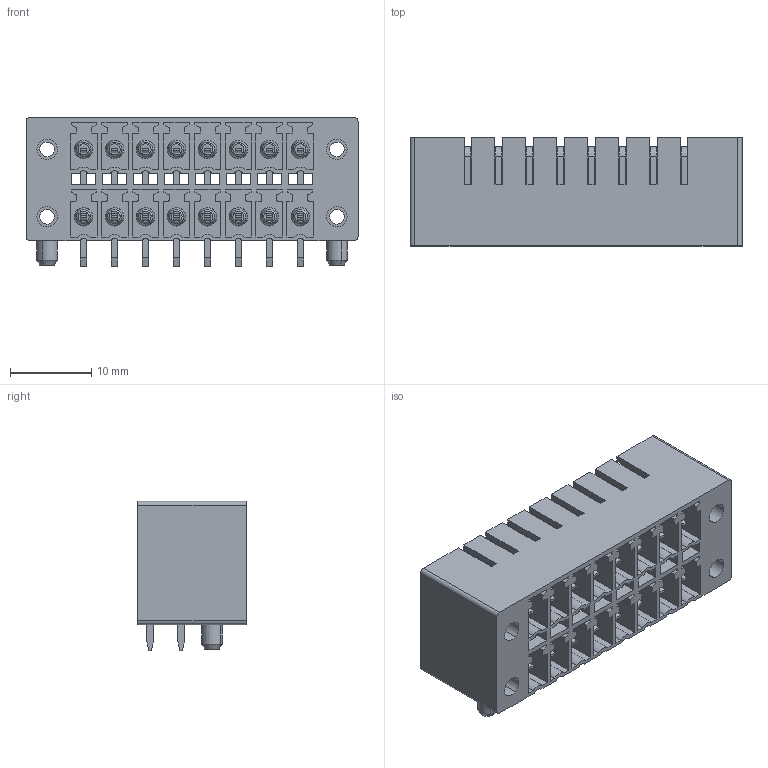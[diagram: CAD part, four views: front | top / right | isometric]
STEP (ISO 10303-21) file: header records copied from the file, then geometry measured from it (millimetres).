
FILE_DESCRIPTION(('CATIA V5 STEP Exchange','CAx-IF Rec.Pracs.--- Model Styling and Organization---1.2---2011-12-15'),'2;1');
FILE_NAME ('D1447553_0', '2018-10-01T04:53:59+00:00', ('none'), ('Weidmueller'), 'CATIA Version 5-6 Release 2014', 'CATIA V5 STEP AP214', 'none');
FILE_SCHEMA(('AUTOMOTIVE_DESIGN { 1 0 10303 214 1 1 1 1 }'));
Length unit declared in the file: millimetre
Products named in the file (1): 1041360000
Bounding box: 40.87 x 13.3 x 18.4 mm (x, y, z)
Volume: 4118.1 mm3; surface area: 8278.4 mm2
Topology: 19 solids, 19 shells, 1130 faces, 3146 edges, 2082 vertices
Faces by surface type: plane 886, cylinder 144, torus 64, cone 36
Entity records: 31975 total; most frequent: ORIENTED_EDGE 6292, CARTESIAN_POINT 5769, DIRECTION 3946, EDGE_CURVE 3146, VECTOR 2662, LINE 2662, VERTEX_POINT 2082, EDGE_LOOP 1214
